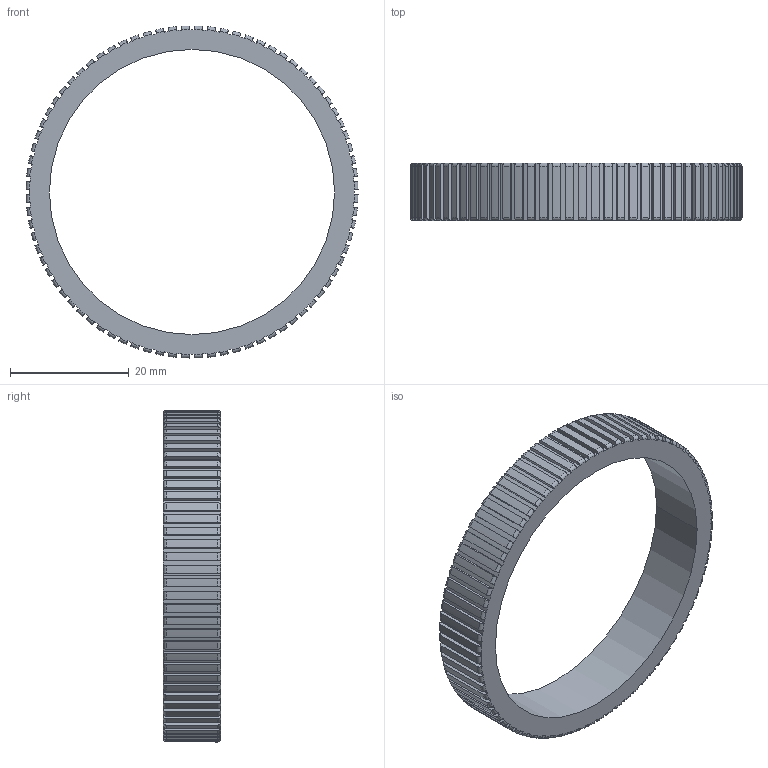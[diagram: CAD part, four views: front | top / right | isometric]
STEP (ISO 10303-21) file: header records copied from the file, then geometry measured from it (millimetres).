
FILE_DESCRIPTION (( 'STEP AP214' ), '1' );
FILE_NAME ('Norgren-5191-88.STEP', '2020-12-04T16:21:15', ( '' ), ( '' ), 'SwSTEP 2.0', 'SolidWorks 2020', '' );
FILE_SCHEMA (( 'AUTOMOTIVE_DESIGN' ));
Length unit declared in the file: millimetre
Products named in the file (2): Norgren-5191-88; 5191-88
Assembly tree (1 placements, depth 2):
  Norgren-5191-88
    5191-88
Bounding box: 55.87 x 9.65 x 55.87 mm (x, y, z)
Volume: 5778 mm3; surface area: 5265.3 mm2
Topology: 1 solids, 1 shells, 485 faces, 1449 edges, 966 vertices
Faces by surface type: cylinder 163, plane 162, torus 160
Entity records: 22814 total; most frequent: CARTESIAN_POINT 4504, ORIENTED_EDGE 2898, DIRECTION 2593, EDGE_CURVE 1449, AXIS2_PLACEMENT_3D 975, VERTEX_POINT 966, VECTOR 643, LINE 643
